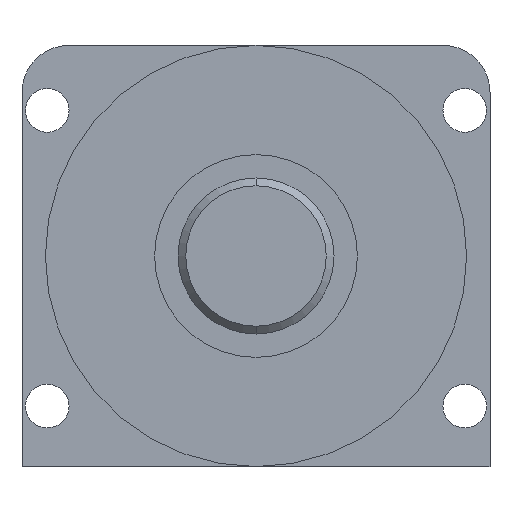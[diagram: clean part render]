
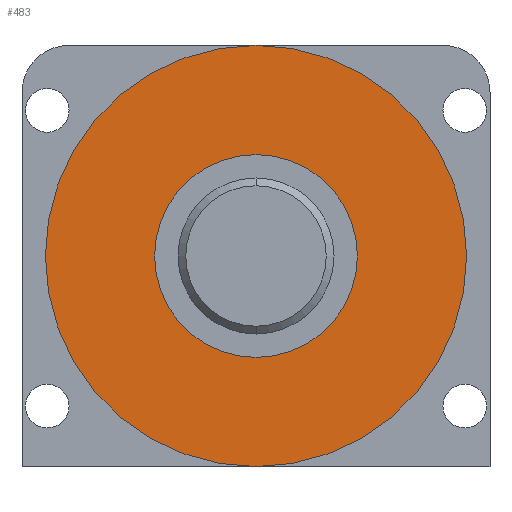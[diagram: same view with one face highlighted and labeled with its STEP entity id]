
A CAD part, left-side view. The second image highlights one B-rep face of the part: STEP entity #483.
In plain terms, the highlighted planar face has unit normal (-1, 0, 0).
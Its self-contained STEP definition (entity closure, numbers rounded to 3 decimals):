
#14 = CARTESIAN_POINT ( 'NONE',  ( -34.3, 0., 0. ) ) ;
#30 = FACE_OUTER_BOUND ( 'NONE', #844, .T. ) ;
#107 = CIRCLE ( 'NONE', #155, 13.5 ) ;
#155 = AXIS2_PLACEMENT_3D ( 'NONE', #990, #183, #509 ) ;
#160 = ORIENTED_EDGE ( 'NONE', *, *, #518, .F. ) ;
#183 = DIRECTION ( 'NONE',  ( 1., 0., 0. ) ) ;
#188 = DIRECTION ( 'NONE',  ( 1., 0., 0. ) ) ;
#233 = EDGE_CURVE ( 'NONE', #978, #504, #392, .T. ) ;
#250 = CARTESIAN_POINT ( 'NONE',  ( -34.3, 0., 0. ) ) ;
#330 = CARTESIAN_POINT ( 'NONE',  ( -34.3, 0., 13.5 ) ) ;
#340 = DIRECTION ( 'NONE',  ( 0., 0., -1. ) ) ;
#392 = CIRCLE ( 'NONE', #1028, 13.5 ) ;
#483 = ADVANCED_FACE ( 'NONE', ( #30 ), #756, .F. ) ;
#504 = VERTEX_POINT ( 'NONE', #330 ) ;
#509 = DIRECTION ( 'NONE',  ( 0., 0., -1. ) ) ;
#518 = EDGE_CURVE ( 'NONE', #504, #978, #107, .T. ) ;
#652 = ORIENTED_EDGE ( 'NONE', *, *, #233, .F. ) ;
#654 = DIRECTION ( 'NONE',  ( 0., 0., -1. ) ) ;
#716 = CARTESIAN_POINT ( 'NONE',  ( -34.3, 0., -13.5 ) ) ;
#756 = PLANE ( 'NONE',  #898 ) ;
#844 = EDGE_LOOP ( 'NONE', ( #652, #160 ) ) ;
#898 = AXIS2_PLACEMENT_3D ( 'NONE', #14, #188, #340 ) ;
#902 = DIRECTION ( 'NONE',  ( 1., 0., 0. ) ) ;
#978 = VERTEX_POINT ( 'NONE', #716 ) ;
#990 = CARTESIAN_POINT ( 'NONE',  ( -34.3, 0., 0. ) ) ;
#1028 = AXIS2_PLACEMENT_3D ( 'NONE', #250, #902, #654 ) ;
